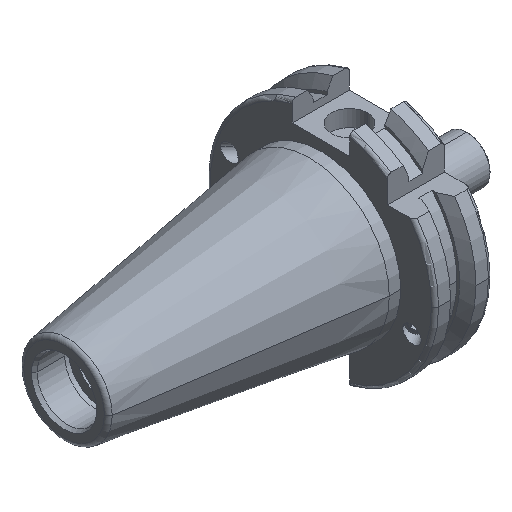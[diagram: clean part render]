
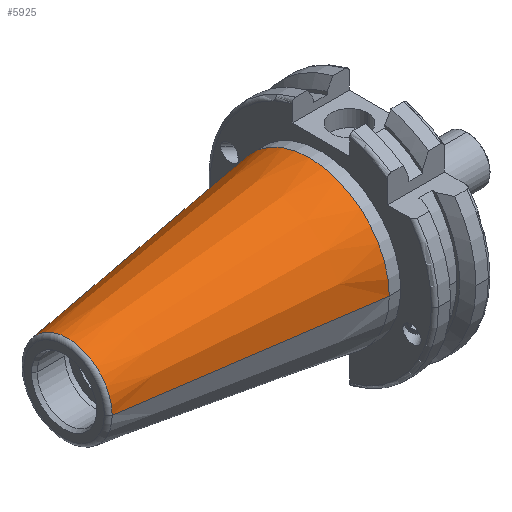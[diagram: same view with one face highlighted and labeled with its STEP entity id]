
A CAD part, isometric view. The second image highlights one B-rep face of the part: STEP entity #5925.
In plain terms, the highlighted conical face has half-angle 8.297 degrees and reference radius 22.225 mm.
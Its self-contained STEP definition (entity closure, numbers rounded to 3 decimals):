
#119 = ORIENTED_EDGE ( 'NONE', *, *, #5123, .T. ) ;
#357 = LINE ( 'NONE', #5542, #1414 ) ;
#1078 = DIRECTION ( 'NONE',  ( 0., -1., 0. ) ) ;
#1115 = CIRCLE ( 'NONE', #5557, 12.4 ) ;
#1237 = AXIS2_PLACEMENT_3D ( 'NONE', #3290, #5135, #5063 ) ;
#1414 = VECTOR ( 'NONE', #2729, 1000. ) ;
#1600 = DIRECTION ( 'NONE',  ( 0., -1., 0. ) ) ;
#1831 = CIRCLE ( 'NONE', #3594, 22.225 ) ;
#2128 = ORIENTED_EDGE ( 'NONE', *, *, #2209, .F. ) ;
#2209 = EDGE_CURVE ( 'NONE', #4249, #2837, #1115, .T. ) ;
#2367 = EDGE_CURVE ( 'NONE', #2837, #3627, #357, .T. ) ;
#2670 = EDGE_LOOP ( 'NONE', ( #2128, #119, #4090, #4540 ) ) ;
#2729 = DIRECTION ( 'NONE',  ( 0.99, 0.144, 0. ) ) ;
#2837 = VERTEX_POINT ( 'NONE', #4813 ) ;
#3290 = CARTESIAN_POINT ( 'NONE',  ( 0., 0., 0. ) ) ;
#3403 = CARTESIAN_POINT ( 'NONE',  ( 0., 22.225, 0. ) ) ;
#3594 = AXIS2_PLACEMENT_3D ( 'NONE', #5166, #4380, #1078 ) ;
#3627 = VERTEX_POINT ( 'NONE', #3403 ) ;
#3934 = CARTESIAN_POINT ( 'NONE',  ( -67.373, 0., 0. ) ) ;
#4070 = CARTESIAN_POINT ( 'NONE',  ( 0., -22.225, 0. ) ) ;
#4090 = ORIENTED_EDGE ( 'NONE', *, *, #5667, .T. ) ;
#4135 = CARTESIAN_POINT ( 'NONE',  ( -67.373, -12.4, 0. ) ) ;
#4207 = DIRECTION ( 'NONE',  ( 0.99, -0.144, 0. ) ) ;
#4249 = VERTEX_POINT ( 'NONE', #4135 ) ;
#4380 = DIRECTION ( 'NONE',  ( -1., 0., 0. ) ) ;
#4540 = ORIENTED_EDGE ( 'NONE', *, *, #2367, .F. ) ;
#4688 = CONICAL_SURFACE ( 'NONE', #1237, 22.225, 0.145 ) ;
#4813 = CARTESIAN_POINT ( 'NONE',  ( -67.373, 12.4, 0. ) ) ;
#5063 = DIRECTION ( 'NONE',  ( 0., 1., 0. ) ) ;
#5123 = EDGE_CURVE ( 'NONE', #4249, #5457, #5150, .T. ) ;
#5135 = DIRECTION ( 'NONE',  ( 1., 0., 0. ) ) ;
#5150 = LINE ( 'NONE', #5699, #5377 ) ;
#5166 = CARTESIAN_POINT ( 'NONE',  ( 0., 0., 0. ) ) ;
#5377 = VECTOR ( 'NONE', #4207, 1000. ) ;
#5457 = VERTEX_POINT ( 'NONE', #4070 ) ;
#5542 = CARTESIAN_POINT ( 'NONE',  ( 0., 22.225, 0. ) ) ;
#5557 = AXIS2_PLACEMENT_3D ( 'NONE', #3934, #5829, #1600 ) ;
#5667 = EDGE_CURVE ( 'NONE', #5457, #3627, #1831, .T. ) ;
#5699 = CARTESIAN_POINT ( 'NONE',  ( 0., -22.225, 0. ) ) ;
#5829 = DIRECTION ( 'NONE',  ( -1., 0., 0. ) ) ;
#5925 = ADVANCED_FACE ( 'NONE', ( #5988 ), #4688, .T. ) ;
#5988 = FACE_OUTER_BOUND ( 'NONE', #2670, .T. ) ;
